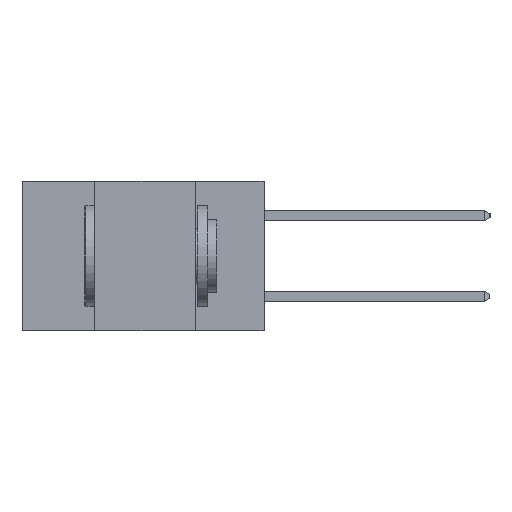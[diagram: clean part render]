
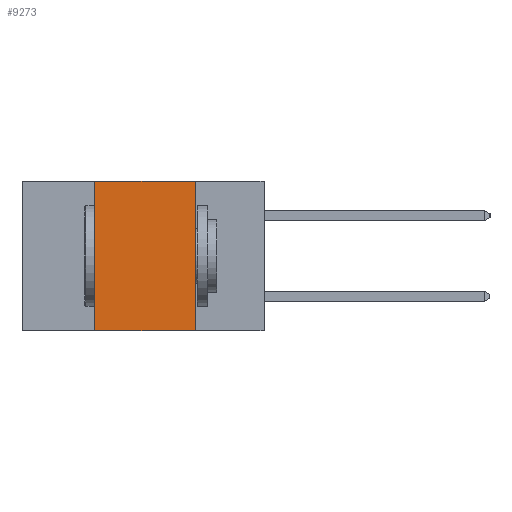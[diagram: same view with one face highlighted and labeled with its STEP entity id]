
A CAD part, left-side view. The second image highlights one B-rep face of the part: STEP entity #9273.
In plain terms, the highlighted planar face has unit normal (-1, 0, 0).
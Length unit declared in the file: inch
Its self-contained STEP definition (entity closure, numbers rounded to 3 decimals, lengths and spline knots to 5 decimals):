
#405 = FACE_OUTER_BOUND ( 'NONE', #7208, .T. ) ;
#775 = LINE ( 'NONE', #16137, #12428 ) ;
#1793 = DIRECTION ( 'NONE',  ( 1., 0., 0. ) ) ;
#1846 = DIRECTION ( 'NONE',  ( 0., -1., 0. ) ) ;
#2011 = VECTOR ( 'NONE', #10736, 39.37008 ) ;
#2406 = CARTESIAN_POINT ( 'NONE',  ( 0., 0.42, -0.37 ) ) ;
#2626 = ORIENTED_EDGE ( 'NONE', *, *, #4077, .F. ) ;
#2722 = ORIENTED_EDGE ( 'NONE', *, *, #14372, .T. ) ;
#3158 = PLANE ( 'NONE',  #3456 ) ;
#3456 = AXIS2_PLACEMENT_3D ( 'NONE', #14307, #1793, #7396 ) ;
#4077 = EDGE_CURVE ( 'NONE', #13050, #15553, #4538, .T. ) ;
#4162 = VERTEX_POINT ( 'NONE', #2406 ) ;
#4538 = LINE ( 'NONE', #14209, #8171 ) ;
#6484 = CARTESIAN_POINT ( 'NONE',  ( 0., 0.17, 0. ) ) ;
#6725 = CARTESIAN_POINT ( 'NONE',  ( 0., 0.42, 0. ) ) ;
#7208 = EDGE_LOOP ( 'NONE', ( #2626, #8560, #13295, #2722 ) ) ;
#7396 = DIRECTION ( 'NONE',  ( 0., 0., -1. ) ) ;
#8171 = VECTOR ( 'NONE', #14300, 39.37008 ) ;
#8278 = EDGE_CURVE ( 'NONE', #4162, #11766, #775, .T. ) ;
#8560 = ORIENTED_EDGE ( 'NONE', *, *, #9831, .F. ) ;
#9273 = ADVANCED_FACE ( 'NONE', ( #405 ), #3158, .F. ) ;
#9831 = EDGE_CURVE ( 'NONE', #11766, #13050, #17773, .T. ) ;
#10475 = CARTESIAN_POINT ( 'NONE',  ( 0., 0.17, -0.37 ) ) ;
#10736 = DIRECTION ( 'NONE',  ( 0., -1., 0. ) ) ;
#11766 = VERTEX_POINT ( 'NONE', #6725 ) ;
#12428 = VECTOR ( 'NONE', #15859, 39.37008 ) ;
#12601 = VECTOR ( 'NONE', #1846, 39.37008 ) ;
#13050 = VERTEX_POINT ( 'NONE', #6484 ) ;
#13295 = ORIENTED_EDGE ( 'NONE', *, *, #8278, .F. ) ;
#14209 = CARTESIAN_POINT ( 'NONE',  ( 0., 0.17, -0.37 ) ) ;
#14300 = DIRECTION ( 'NONE',  ( 0., 0., -1. ) ) ;
#14307 = CARTESIAN_POINT ( 'NONE',  ( 0., 0.6, 0. ) ) ;
#14372 = EDGE_CURVE ( 'NONE', #4162, #15553, #15376, .T. ) ;
#15376 = LINE ( 'NONE', #16844, #12601 ) ;
#15553 = VERTEX_POINT ( 'NONE', #10475 ) ;
#15859 = DIRECTION ( 'NONE',  ( 0., 0., 1. ) ) ;
#16137 = CARTESIAN_POINT ( 'NONE',  ( 0., 0.42, -0.37 ) ) ;
#16844 = CARTESIAN_POINT ( 'NONE',  ( 0., 0.6, -0.37 ) ) ;
#17684 = CARTESIAN_POINT ( 'NONE',  ( 0., 0.6, 0. ) ) ;
#17773 = LINE ( 'NONE', #17684, #2011 ) ;
